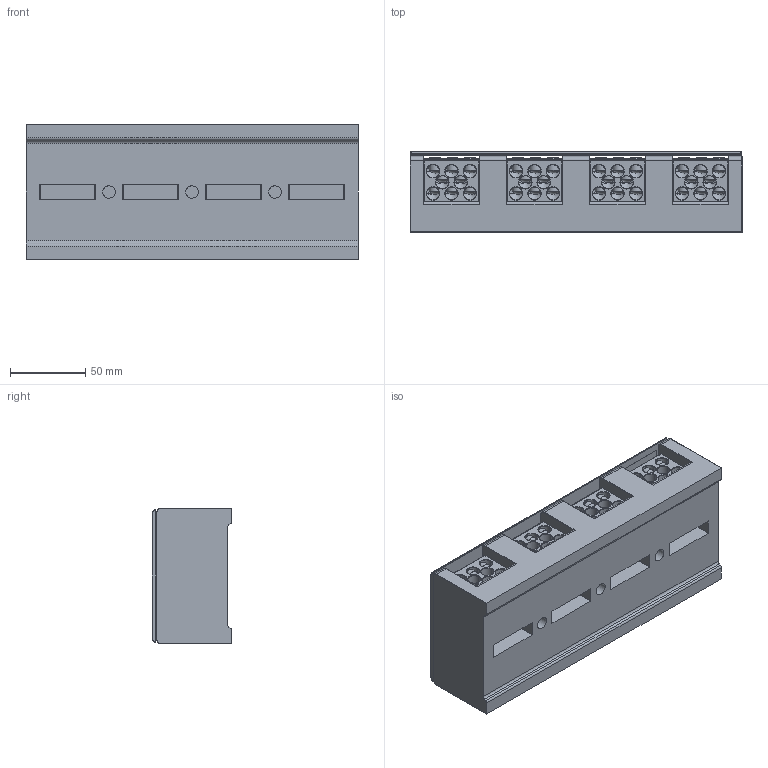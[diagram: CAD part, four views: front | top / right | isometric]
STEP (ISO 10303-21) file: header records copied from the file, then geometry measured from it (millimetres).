
FILE_DESCRIPTION((''),'2;1');
FILE_NAME('PRT0001','2023-09-08T',('Administrator'),(''),'PRO/ENGINEER BY PARAMETRIC TECHNOLOGY CORPORATION, 2013230','PRO/ENGINEER BY PARAMETRIC TECHNOLOGY CORPORATION, 2013230','');
FILE_SCHEMA(('CONFIG_CONTROL_DESIGN'));
Products named in the file (1): PRT0001
Bounding box: 220 x 53 x 90 mm (x, y, z)
Volume: 714861.5 mm3; surface area: 190247.8 mm2
Topology: 1 solids, 25 shells, 2745 faces, 7518 edges, 4728 vertices
Faces by surface type: plane 1699, cylinder 594, cone 328, sphere 80, torus 44
Entity records: 104489 total; most frequent: CARTESIAN_POINT 18709, ORIENTED_EDGE 14604, DIRECTION 13902, EDGE_CURVE 7302, VECTOR 5032, LINE 5032, VERTEX_POINT 4728, AXIS2_PLACEMENT_3D 4435
